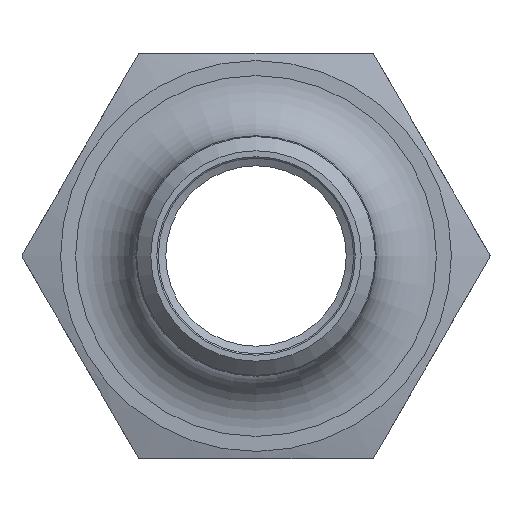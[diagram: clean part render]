
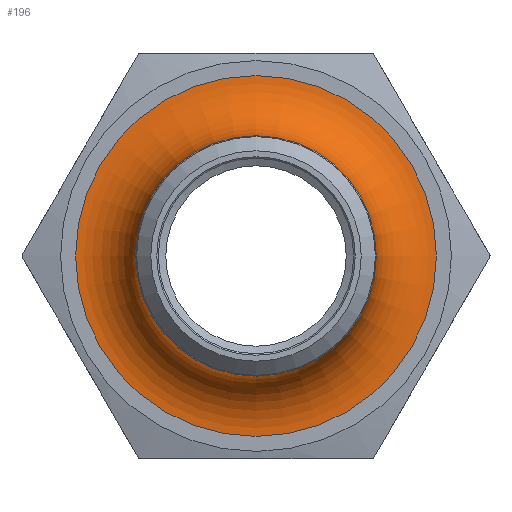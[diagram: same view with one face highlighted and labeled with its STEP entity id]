
A CAD part, left-side view. The second image highlights one B-rep face of the part: STEP entity #196.
In plain terms, the highlighted toroidal (fillet/blend) face has major radius 12 mm and minor radius 4 mm.
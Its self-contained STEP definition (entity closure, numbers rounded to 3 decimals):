
#149=TOROIDAL_SURFACE('',#684,12.,4.);
#196=ADVANCED_FACE('',(#279,#280),#149,.F.);
#279=FACE_BOUND('',#347,.T.);
#280=FACE_BOUND('',#348,.T.);
#347=EDGE_LOOP('',(#473));
#348=EDGE_LOOP('',(#474));
#473=ORIENTED_EDGE('',*,*,#594,.T.);
#474=ORIENTED_EDGE('',*,*,#593,.F.);
#530=VERTEX_POINT('',#1175);
#531=VERTEX_POINT('',#1178);
#593=EDGE_CURVE('',#530,#530,#620,.T.);
#594=EDGE_CURVE('',#531,#531,#621,.T.);
#620=CIRCLE('',#681,12.);
#621=CIRCLE('',#683,8.);
#681=AXIS2_PLACEMENT_3D('',#1174,#816,#817);
#683=AXIS2_PLACEMENT_3D('',#1177,#820,#821);
#684=AXIS2_PLACEMENT_3D('',#1179,#822,#823);
#816=DIRECTION('',(1.,0.,0.));
#817=DIRECTION('',(0.,0.,1.));
#820=DIRECTION('',(1.,0.,0.));
#821=DIRECTION('',(0.,0.,1.));
#822=DIRECTION('',(-1.,0.,0.));
#823=DIRECTION('',(0.,0.,1.));
#1174=CARTESIAN_POINT('',(16.,0.,0.));
#1175=CARTESIAN_POINT('',(16.,0.,12.));
#1177=CARTESIAN_POINT('',(12.,0.,0.));
#1178=CARTESIAN_POINT('',(12.,0.,8.));
#1179=CARTESIAN_POINT('',(12.,0.,0.));
